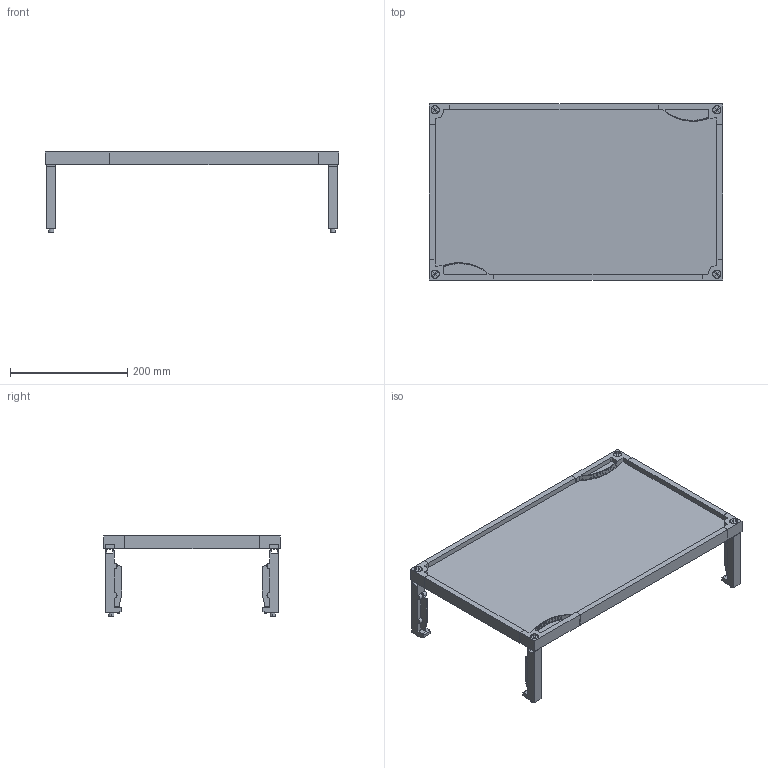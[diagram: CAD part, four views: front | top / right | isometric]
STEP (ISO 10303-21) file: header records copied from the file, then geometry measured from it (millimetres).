
FILE_DESCRIPTION(('STEP AP214'),'1');
FILE_NAME('cctmp_38BA79CB-4800-447A-821D-99AC67BF6D9D_2023_07_22_14_13_24_0633..stp','2023-07-22T12:13:25',('SIEMENS A&D'),('CADClick - www.CADClick.com'),'Spatial InterOp 3D postprocessed',' ','unknown authorization');
FILE_SCHEMA(('AUTOMOTIVE_DESIGN'));
Length unit declared in the file: millimetre
Products named in the file (11): cc_unnamed; 2023_07_22_14_13_24_0597; 2023_07_22_14_13_24_0593; 2023_07_22_14_13_24_0589; 2023_07_22_14_13_24_0585; 2023_07_22_14_13_24_0581; 2023_07_22_14_13_24_0577; 2023_07_22_14_13_24_0573; 2023_07_22_14_13_24_0569; 2023_07_22_14_13_24_0565; 2023_07_22_14_13_24_0561
Assembly tree (10 placements, depth 2):
  cc_unnamed
    2023_07_22_14_13_24_0597
    2023_07_22_14_13_24_0593
    2023_07_22_14_13_24_0589
    2023_07_22_14_13_24_0585
    2023_07_22_14_13_24_0581
    2023_07_22_14_13_24_0577
    2023_07_22_14_13_24_0573
    2023_07_22_14_13_24_0569
    2023_07_22_14_13_24_0565
    2023_07_22_14_13_24_0561
Bounding box: 500 x 300 x 137.23 mm (x, y, z)
Volume: 800637.8 mm3; surface area: 472398.7 mm2
Topology: 10 solids, 10 shells, 730 faces, 1974 edges, 1300 vertices
Faces by surface type: plane 542, cylinder 164, torus 16, cone 8
Entity records: 25285 total; most frequent: CARTESIAN_POINT 4103, ORIENTED_EDGE 3948, DIRECTION 3800, EDGE_CURVE 1974, LINE 1582, VECTOR 1582, VERTEX_POINT 1300, AXIS2_PLACEMENT_3D 1109
